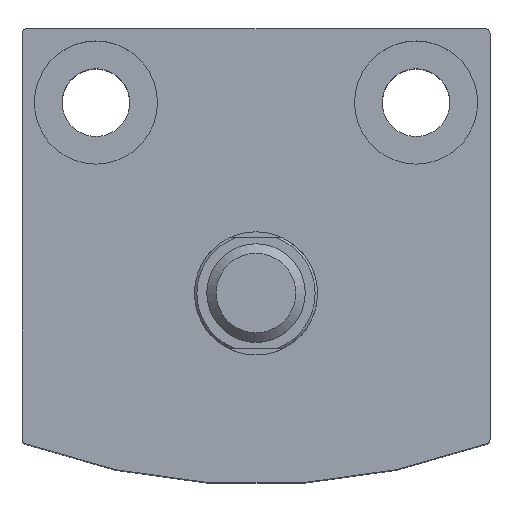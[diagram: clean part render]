
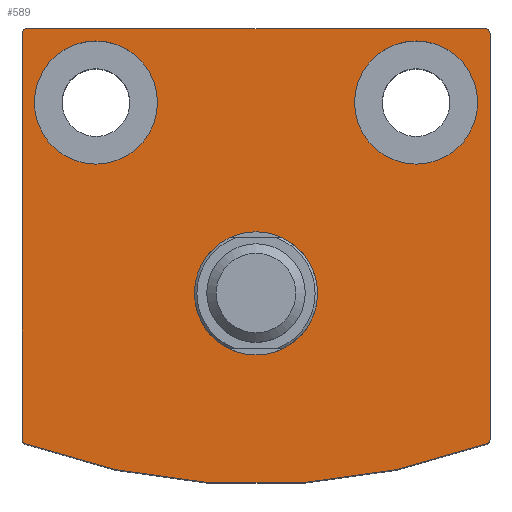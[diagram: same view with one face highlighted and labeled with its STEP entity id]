
A CAD part, top view. The second image highlights one B-rep face of the part: STEP entity #589.
In plain terms, the highlighted planar face has unit normal (0, 0, 1).
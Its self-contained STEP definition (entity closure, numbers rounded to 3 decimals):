
#42=CIRCLE('',#652,0.4);
#44=CIRCLE('',#655,55.);
#46=CIRCLE('',#658,0.4);
#48=CIRCLE('',#662,0.4);
#52=CIRCLE('',#668,0.4);
#56=CIRCLE('',#674,5.);
#57=CIRCLE('',#675,5.);
#58=CIRCLE('',#676,5.);
#147=ORIENTED_EDGE('',*,*,#271,.T.);
#148=ORIENTED_EDGE('',*,*,#272,.T.);
#149=ORIENTED_EDGE('',*,*,#273,.T.);
#150=ORIENTED_EDGE('',*,*,#243,.T.);
#151=ORIENTED_EDGE('',*,*,#247,.T.);
#152=ORIENTED_EDGE('',*,*,#250,.T.);
#153=ORIENTED_EDGE('',*,*,#253,.T.);
#154=ORIENTED_EDGE('',*,*,#256,.T.);
#155=ORIENTED_EDGE('',*,*,#259,.T.);
#156=ORIENTED_EDGE('',*,*,#264,.T.);
#157=ORIENTED_EDGE('',*,*,#267,.T.);
#243=EDGE_CURVE('',#313,#314,#369,.T.);
#247=EDGE_CURVE('',#314,#317,#42,.T.);
#250=EDGE_CURVE('',#317,#319,#44,.T.);
#253=EDGE_CURVE('',#319,#321,#46,.T.);
#256=EDGE_CURVE('',#321,#323,#376,.T.);
#259=EDGE_CURVE('',#323,#325,#48,.T.);
#264=EDGE_CURVE('',#325,#329,#380,.T.);
#267=EDGE_CURVE('',#329,#313,#52,.T.);
#271=EDGE_CURVE('',#333,#333,#56,.T.);
#272=EDGE_CURVE('',#334,#334,#57,.T.);
#273=EDGE_CURVE('',#335,#335,#58,.T.);
#313=VERTEX_POINT('',#947);
#314=VERTEX_POINT('',#948);
#317=VERTEX_POINT('',#956);
#319=VERTEX_POINT('',#962);
#321=VERTEX_POINT('',#968);
#323=VERTEX_POINT('',#974);
#325=VERTEX_POINT('',#980);
#329=VERTEX_POINT('',#990);
#333=VERTEX_POINT('',#1004);
#334=VERTEX_POINT('',#1006);
#335=VERTEX_POINT('',#1008);
#369=LINE('',#946,#391);
#376=LINE('',#973,#398);
#380=LINE('',#989,#402);
#391=VECTOR('',#744,1000.);
#398=VECTOR('',#771,1000.);
#402=VECTOR('',#787,1000.);
#426=EDGE_LOOP('',(#147));
#427=EDGE_LOOP('',(#148));
#428=EDGE_LOOP('',(#149));
#429=EDGE_LOOP('',(#150,#151,#152,#153,#154,#155,#156,#157));
#500=FACE_BOUND('',#426,.T.);
#501=FACE_BOUND('',#427,.T.);
#502=FACE_BOUND('',#428,.T.);
#503=FACE_BOUND('',#429,.T.);
#565=PLANE('',#673);
#589=ADVANCED_FACE('',(#500,#501,#502,#503),#565,.T.);
#652=AXIS2_PLACEMENT_3D('',#955,#750,#751);
#655=AXIS2_PLACEMENT_3D('',#961,#757,#758);
#658=AXIS2_PLACEMENT_3D('',#967,#764,#765);
#662=AXIS2_PLACEMENT_3D('',#979,#776,#777);
#668=AXIS2_PLACEMENT_3D('',#995,#792,#793);
#673=AXIS2_PLACEMENT_3D('',#1002,#802,#803);
#674=AXIS2_PLACEMENT_3D('',#1003,#804,#805);
#675=AXIS2_PLACEMENT_3D('',#1005,#806,#807);
#676=AXIS2_PLACEMENT_3D('',#1007,#808,#809);
#744=DIRECTION('',(0.,-1.,0.));
#750=DIRECTION('',(0.,0.,1.));
#751=DIRECTION('',(1.,0.,0.));
#757=DIRECTION('',(0.,0.,1.));
#758=DIRECTION('',(1.,0.,0.));
#764=DIRECTION('',(0.,0.,1.));
#765=DIRECTION('',(1.,0.,0.));
#771=DIRECTION('',(0.,1.,0.));
#776=DIRECTION('',(0.,0.,1.));
#777=DIRECTION('',(1.,0.,0.));
#787=DIRECTION('',(-1.,0.,0.));
#792=DIRECTION('',(0.,0.,1.));
#793=DIRECTION('',(1.,0.,0.));
#802=DIRECTION('',(0.,0.,1.));
#803=DIRECTION('',(1.,0.,0.));
#804=DIRECTION('',(0.,0.,-1.));
#805=DIRECTION('',(-1.,0.,0.));
#806=DIRECTION('',(0.,0.,-1.));
#807=DIRECTION('',(-1.,0.,0.));
#808=DIRECTION('',(0.,0.,-1.));
#809=DIRECTION('',(-1.,0.,0.));
#946=CARTESIAN_POINT('',(-19.,21.1,0.));
#947=CARTESIAN_POINT('',(-19.,21.1,0.));
#948=CARTESIAN_POINT('',(-19.,-11.834,0.));
#955=CARTESIAN_POINT('',(-18.6,-11.834,0.));
#956=CARTESIAN_POINT('',(-18.736,-12.21,0.));
#961=CARTESIAN_POINT('',(0.,39.5,0.));
#962=CARTESIAN_POINT('',(18.736,-12.21,0.));
#967=CARTESIAN_POINT('',(18.6,-11.834,0.));
#968=CARTESIAN_POINT('',(19.,-11.834,0.));
#973=CARTESIAN_POINT('',(19.,-11.834,0.));
#974=CARTESIAN_POINT('',(19.,21.1,0.));
#979=CARTESIAN_POINT('',(18.6,21.1,0.));
#980=CARTESIAN_POINT('',(18.6,21.5,0.));
#989=CARTESIAN_POINT('',(18.6,21.5,0.));
#990=CARTESIAN_POINT('',(-18.6,21.5,0.));
#995=CARTESIAN_POINT('',(-18.6,21.1,0.));
#1002=CARTESIAN_POINT('',(-18.6,-11.834,0.));
#1003=CARTESIAN_POINT('',(0.,0.,0.));
#1004=CARTESIAN_POINT('',(-5.,0.,0.));
#1005=CARTESIAN_POINT('',(13.,15.5,0.));
#1006=CARTESIAN_POINT('',(8.,15.5,0.));
#1007=CARTESIAN_POINT('',(-13.,15.5,0.));
#1008=CARTESIAN_POINT('',(-18.,15.5,0.));
